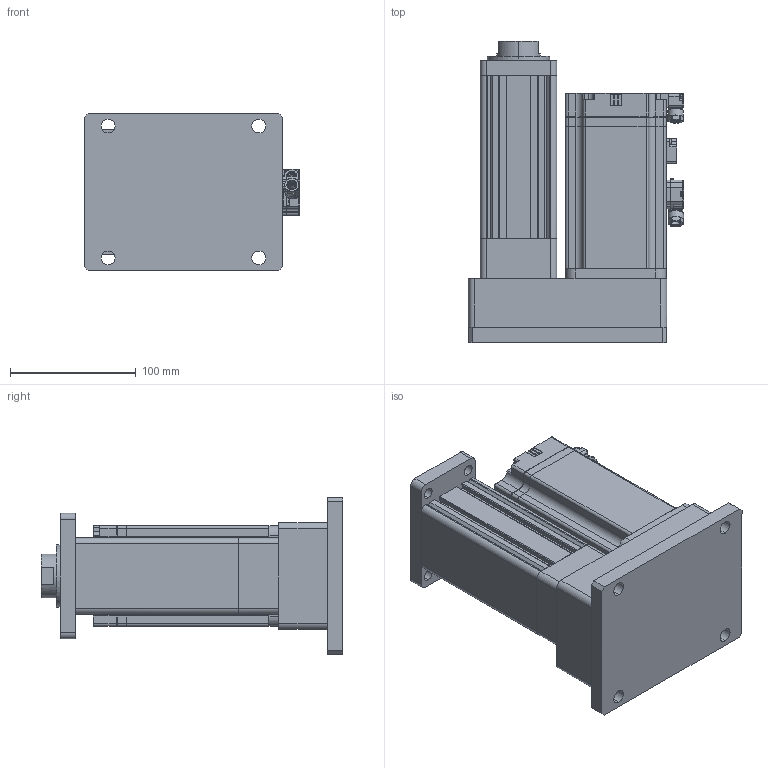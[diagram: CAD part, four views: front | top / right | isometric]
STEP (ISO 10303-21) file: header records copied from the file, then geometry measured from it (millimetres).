
FILE_DESCRIPTION (( 'STEP AP203' ), '1' );
FILE_NAME ('RLA60-5HB-5KN-R40-125mm-s.STEP', '2025-02-07T06:06:40', ( '微软用户' ), ( '微软中国' ), 'SwSTEP 2.0', 'SolidWorks 2022', '' );
FILE_SCHEMA (( 'CONFIG_CONTROL_DESIGN' ));
Length unit declared in the file: millimetre
Products named in the file (34): _1-SO-403340001_1_1_1.stp; _1-SO-731880001_1_1_1.stp; MS1H4-75B30CB-A334Z_ASM_1-37904_ASM.stp; 1-543110_1_1_1.stp; 21E8-005-1072-P4_1_1_1_1.stp; 31090527--1-SOL000_1_1_1_1.stp; _1-SO-742120001_1_1_1.stp; 60缸行程40后底板安装折叠; 31090651--MS1H4-750001_1_1_1.stp; 1-295230_1_1_1.stp; _80-1-SO0001_1_1_1_1.stp; 31090537--1-SOL000_1_1_1_1.stp; _1-SO-404410001_1_1_1.stp; _1-SO-417070001_1_1_1.stp; _1-SO-95990001_1_1_1.stp; _1-SO-740050001_1_1_1.stp; RLA60-5HB-5KN-R40-125mm-s; _1-SO-421760001_1_1_1.stp; MS1H4-75B30CB-A334Z_1_ASM_1_ASM_ASM.stp; 30_1_1_1_1.stp; _1-SO-983650001_1_1_1.stp; _1-SO-93600001_1_1_1.stp; _1-SO-158220001_1_1_1.stp; MS1H4-75B30CB-(x)334Z.stp; 750W-3000带刹车; _1-SO-424920001_1_1_1.stp; MS1H4-75B30CB-A334Z_ASM_1-37940_ASM.stp; _1-SO-573050001_1_1_1.stp; 31740002--1-SOLI00_1_1_1_1.stp; MS1H4-75B30CB-A334Z-S_ASM_1_ASM.stp; _1-SO-417760001_1_1_1.stp; 21E8-005-1073-P4_1_1_1_1.stp; 22010113--1-SOLI00_1_1_1_1.stp; 22060240_3_1_1_1.stp
Assembly tree (34 placements, depth 8):
  RLA60-5HB-5KN-R40-125mm-s
    60缸行程40后底板安装折叠
    750W-3000带刹车
      MS1H4-75B30CB-(x)334Z.stp
        MS1H4-75B30CB-A334Z-S_ASM_1_ASM.stp
          MS1H4-75B30CB-A334Z_ASM_1-37940_ASM.stp
            MS1H4-75B30CB-A334Z_ASM_1-37904_ASM.stp
              MS1H4-75B30CB-A334Z_1_ASM_1_ASM_ASM.stp
                _1-SO-93600001_1_1_1.stp
                _1-SO-95990001_1_1_1.stp
                _1-SO-158220001_1_1_1.stp
                31090527--1-SOL000_1_1_1_1.stp
                1-295230_1_1_1.stp
                31740002--1-SOLI00_1_1_1_1.stp
                _1-SO-403340001_1_1_1.stp
                _1-SO-404410001_1_1_1.stp
                31090537--1-SOL000_1_1_1_1.stp
                _80-1-SO0001_1_1_1_1.stp
                _1-SO-417070001_1_1_1.stp
                _1-SO-417760001_1_1_1.stp
                _1-SO-421760001_1_1_1.stp
                _1-SO-424920001_1_1_1.stp
                30_1_1_1_1.stp
                1-543110_1_1_1.stp
                _1-SO-573050001_1_1_1.stp
                31090651--MS1H4-750001_1_1_1.stp
                22010113--1-SOLI00_1_1_1_1.stp
                _1-SO-731880001_1_1_1.stp
                _1-SO-740050001_1_1_1.stp
                _1-SO-742120001_1_1_1.stp
                _1-SO-983650001_1_1_1.stp
          21E8-005-1072-P4_1_1_1_1.stp
          21E8-005-1073-P4_1_1_1_1.stp
          22060240_3_1_1_1.stp  x2
Bounding box: 171.61 x 240 x 125 mm (x, y, z)
Volume: 1973447 mm3; surface area: 281497.4 mm2
Topology: 26 solids, 30 shells, 2241 faces, 6073 edges, 3969 vertices
Faces by surface type: plane 1236, cylinder 777, torus 102, bspline 70, cone 48, sphere 8
Entity records: 90907 total; most frequent: CARTESIAN_POINT 31807, ORIENTED_EDGE 11994, DIRECTION 11197, EDGE_CURVE 6001, VERTEX_POINT 3925, LINE 3741, VECTOR 3741, AXIS2_PLACEMENT_3D 3728
